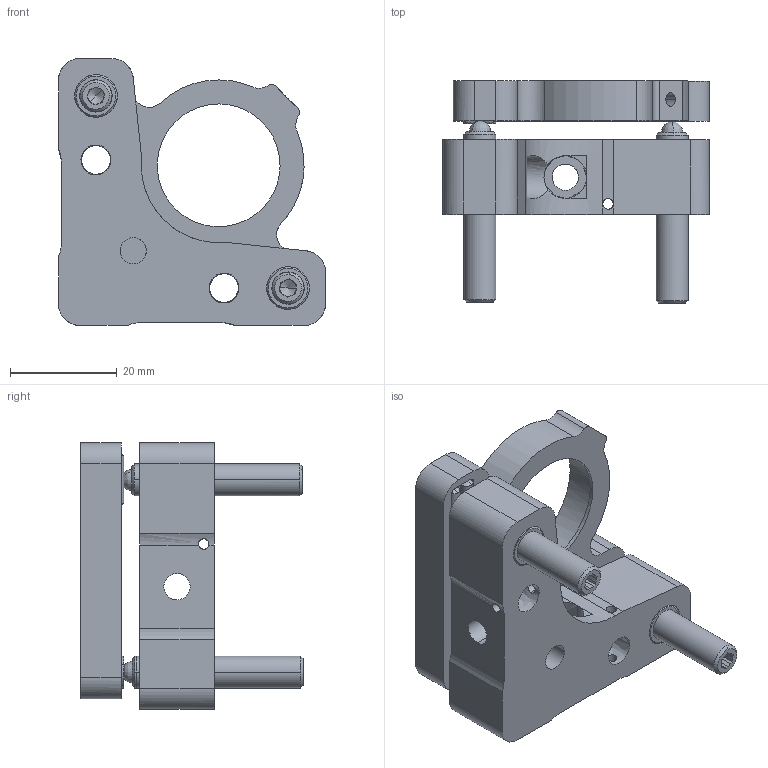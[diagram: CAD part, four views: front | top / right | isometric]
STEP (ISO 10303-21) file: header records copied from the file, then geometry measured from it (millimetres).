
FILE_DESCRIPTION(/* description */ (''),/* implementation_level */ '2;1');
FILE_NAME(/* name */ '01_MMM-LA-25.4-k',/* time_stamp */ '2024-08-22T14:11:23+03:00',/* author */ (''),/* organization */ (''),/* preprocessor_version */ 'ST-DEVELOPER v15',/* originating_system */ '',/* authorisation */ '');
FILE_SCHEMA (('AUTOMOTIVE_DESIGN'));
Length unit declared in the file: millimetre
Products named in the file (1): Document
Bounding box: 50 x 41.6 x 50 mm (x, y, z)
Volume: 26695.3 mm3; surface area: 15699.8 mm2
Topology: 11 solids, 11 shells, 302 faces, 828 edges, 538 vertices
Faces by surface type: bspline 188, plane 114
Entity records: 11667 total; most frequent: CARTESIAN_POINT 7053, ORIENTED_EDGE 1624, EDGE_CURVE 812, VERTEX_POINT 538, EDGE_LOOP 348, ADVANCED_FACE 302, FACE_OUTER_BOUND 302, B_SPLINE_CURVE_WITH_KNOTS 238
